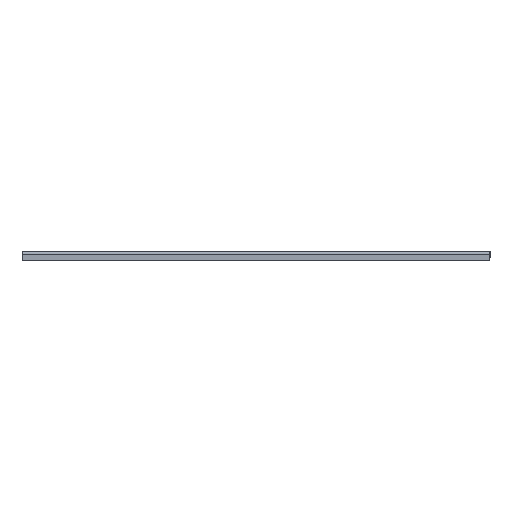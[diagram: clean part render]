
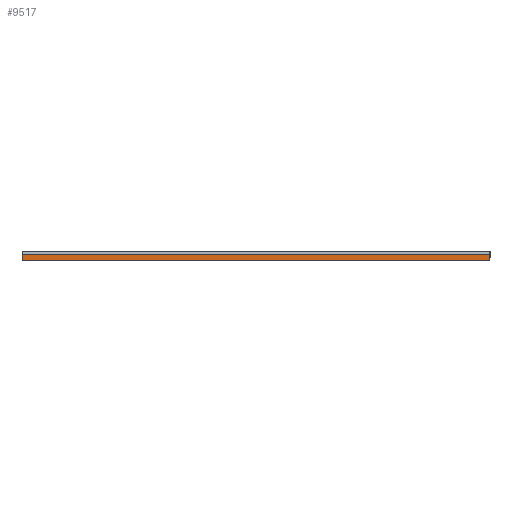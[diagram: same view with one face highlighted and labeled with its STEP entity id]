
A CAD part, front view. The second image highlights one B-rep face of the part: STEP entity #9517.
In plain terms, the highlighted planar face has unit normal (0, -1, 0).
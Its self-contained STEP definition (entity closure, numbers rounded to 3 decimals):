
#2373 = CARTESIAN_POINT ( 'NONE',  ( 404.8, -118.24, -8.04 ) ) ;
#3034 = ORIENTED_EDGE ( 'NONE', *, *, #18598, .F. ) ;
#3311 = EDGE_LOOP ( 'NONE', ( #3034, #26066, #13474, #23263 ) ) ;
#3630 = PLANE ( 'NONE',  #17161 ) ;
#4111 = DIRECTION ( 'NONE',  ( 0., 0., -1. ) ) ;
#4736 = CARTESIAN_POINT ( 'NONE',  ( -13.875, -118.24, -8.04 ) ) ;
#5077 = DIRECTION ( 'NONE',  ( 0., 1., 0. ) ) ;
#5350 = FACE_OUTER_BOUND ( 'NONE', #3311, .T. ) ;
#7137 = LINE ( 'NONE', #13082, #24051 ) ;
#7853 = CARTESIAN_POINT ( 'NONE',  ( 0., -118.24, -2.237 ) ) ;
#8576 = VERTEX_POINT ( 'NONE', #4736 ) ;
#9093 = EDGE_CURVE ( 'NONE', #19794, #12809, #21750, .T. ) ;
#9517 = ADVANCED_FACE ( 'NONE', ( #5350 ), #3630, .F. ) ;
#9699 = LINE ( 'NONE', #7853, #14919 ) ;
#9966 = DIRECTION ( 'NONE',  ( 1., 0., 0. ) ) ;
#10097 = EDGE_CURVE ( 'NONE', #16019, #8576, #21941, .T. ) ;
#10586 = DIRECTION ( 'NONE',  ( 1., 0., 0. ) ) ;
#11718 = VECTOR ( 'NONE', #4111, 1000. ) ;
#12809 = VERTEX_POINT ( 'NONE', #12927 ) ;
#12927 = CARTESIAN_POINT ( 'NONE',  ( 404.8, -118.24, -2.237 ) ) ;
#13082 = CARTESIAN_POINT ( 'NONE',  ( 404.8, -118.24, -8.04 ) ) ;
#13394 = VECTOR ( 'NONE', #15667, 1000. ) ;
#13409 = CARTESIAN_POINT ( 'NONE',  ( 0., -118.24, 115.16 ) ) ;
#13474 = ORIENTED_EDGE ( 'NONE', *, *, #23563, .T. ) ;
#14919 = VECTOR ( 'NONE', #9966, 1000. ) ;
#15667 = DIRECTION ( 'NONE',  ( 0., 0., 1. ) ) ;
#16019 = VERTEX_POINT ( 'NONE', #22957 ) ;
#17161 = AXIS2_PLACEMENT_3D ( 'NONE', #13409, #5077, #19473 ) ;
#17839 = CARTESIAN_POINT ( 'NONE',  ( -13.875, -118.24, -8.04 ) ) ;
#18598 = EDGE_CURVE ( 'NONE', #16019, #12809, #9699, .T. ) ;
#19473 = DIRECTION ( 'NONE',  ( -1., 0., 0. ) ) ;
#19794 = VERTEX_POINT ( 'NONE', #2373 ) ;
#21750 = LINE ( 'NONE', #25312, #13394 ) ;
#21941 = LINE ( 'NONE', #17839, #11718 ) ;
#22957 = CARTESIAN_POINT ( 'NONE',  ( -13.875, -118.24, -2.237 ) ) ;
#23263 = ORIENTED_EDGE ( 'NONE', *, *, #9093, .T. ) ;
#23563 = EDGE_CURVE ( 'NONE', #8576, #19794, #7137, .T. ) ;
#24051 = VECTOR ( 'NONE', #10586, 1000. ) ;
#25312 = CARTESIAN_POINT ( 'NONE',  ( 404.8, -118.24, 9.61 ) ) ;
#26066 = ORIENTED_EDGE ( 'NONE', *, *, #10097, .T. ) ;
